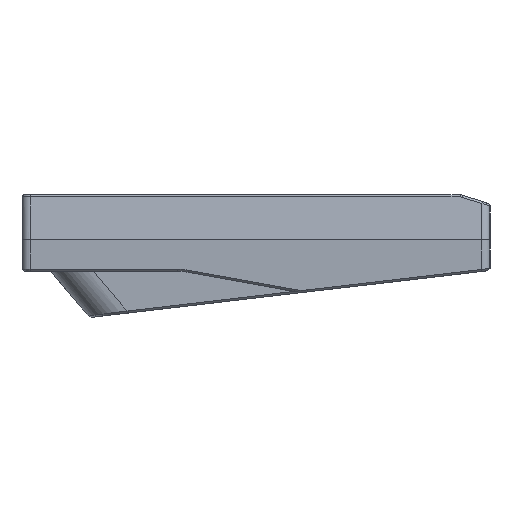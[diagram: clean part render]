
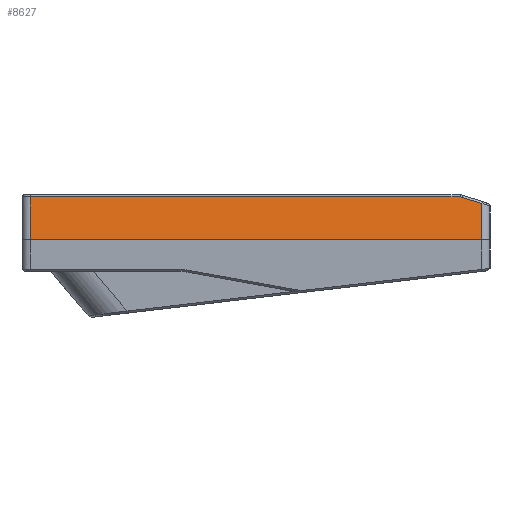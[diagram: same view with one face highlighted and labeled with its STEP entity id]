
A CAD part, left-side view. The second image highlights one B-rep face of the part: STEP entity #8627.
In plain terms, the highlighted planar face has unit normal (-0.99, 0, 0.139).
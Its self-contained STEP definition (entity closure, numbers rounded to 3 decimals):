
#210=B_SPLINE_CURVE_WITH_KNOTS('',3,(#13077,#13078,#13079,#13080),
 .UNSPECIFIED.,.F.,.F.,(4,4),(-41.37,-40.856),
 .UNSPECIFIED.);
#213=B_SPLINE_CURVE_WITH_KNOTS('',3,(#13121,#13122,#13123,#13124),
 .UNSPECIFIED.,.F.,.F.,(4,4),(-41.414,-41.37),
 .UNSPECIFIED.);
#216=B_SPLINE_CURVE_WITH_KNOTS('',3,(#13172,#13173,#13174,#13175,#13176),
 .UNSPECIFIED.,.F.,.F.,(4,1,4),(-51.902,-47.407,-41.414),
 .UNSPECIFIED.);
#405=PLANE('',#9183);
#671=FACE_OUTER_BOUND('',#1186,.T.);
#1186=EDGE_LOOP('',(#6037,#6038,#6039,#6040,#6041,#6042));
#1797=LINE('',#13301,#2554);
#1798=LINE('',#13303,#2555);
#1799=LINE('',#13304,#2556);
#2554=VECTOR('',#10209,10.);
#2555=VECTOR('',#10210,10.);
#2556=VECTOR('',#10211,10.);
#3701=VERTEX_POINT('',#13020);
#3703=VERTEX_POINT('',#13069);
#3704=VERTEX_POINT('',#13113);
#3705=VERTEX_POINT('',#13164);
#3707=VERTEX_POINT('',#13300);
#3708=VERTEX_POINT('',#13302);
#4605=EDGE_CURVE('',#3703,#3701,#210,.T.);
#4608=EDGE_CURVE('',#3704,#3703,#213,.T.);
#4611=EDGE_CURVE('',#3705,#3704,#216,.T.);
#4616=EDGE_CURVE('',#3707,#3705,#1797,.T.);
#4617=EDGE_CURVE('',#3708,#3707,#1798,.T.);
#4618=EDGE_CURVE('',#3701,#3708,#1799,.T.);
#6037=ORIENTED_EDGE('',*,*,#4605,.F.);
#6038=ORIENTED_EDGE('',*,*,#4608,.F.);
#6039=ORIENTED_EDGE('',*,*,#4611,.F.);
#6040=ORIENTED_EDGE('',*,*,#4616,.F.);
#6041=ORIENTED_EDGE('',*,*,#4617,.F.);
#6042=ORIENTED_EDGE('',*,*,#4618,.F.);
#8627=ADVANCED_FACE('',(#671),#405,.F.);
#9183=AXIS2_PLACEMENT_3D('',#13299,#10207,#10208);
#10207=DIRECTION('center_axis',(0.99,0.,-0.139));
#10208=DIRECTION('ref_axis',(-0.139,0.,-0.99));
#10209=DIRECTION('',(0.139,0.,0.99));
#10210=DIRECTION('',(0.,1.,0.));
#10211=DIRECTION('',(-0.139,0.,-0.99));
#13020=CARTESIAN_POINT('',(-4.734,-102.725,8.828));
#13069=CARTESIAN_POINT('',(-4.511,-97.841,10.415));
#13077=CARTESIAN_POINT('Ctrl Pts',(-4.511,-97.841,
10.415));
#13078=CARTESIAN_POINT('Ctrl Pts',(-4.586,-99.469,
9.886));
#13079=CARTESIAN_POINT('Ctrl Pts',(-4.66,-101.096,9.357));
#13080=CARTESIAN_POINT('Ctrl Pts',(-4.734,-102.725,8.828));
#13113=CARTESIAN_POINT('',(-4.502,-97.408,10.484));
#13121=CARTESIAN_POINT('Ctrl Pts',(-4.502,-97.408,
10.484));
#13122=CARTESIAN_POINT('Ctrl Pts',(-4.502,-97.555,
10.484));
#13123=CARTESIAN_POINT('Ctrl Pts',(-4.505,-97.701,
10.46));
#13124=CARTESIAN_POINT('Ctrl Pts',(-4.511,-97.841,
10.415));
#13164=CARTESIAN_POINT('',(-4.502,7.475,10.484));
#13172=CARTESIAN_POINT('Ctrl Pts',(-4.502,7.475,10.484));
#13173=CARTESIAN_POINT('Ctrl Pts',(-4.502,-7.523,10.484));
#13174=CARTESIAN_POINT('Ctrl Pts',(-4.502,-42.46,10.484));
#13175=CARTESIAN_POINT('Ctrl Pts',(-4.502,-77.43,10.484));
#13176=CARTESIAN_POINT('Ctrl Pts',(-4.502,-97.408,
10.484));
#13299=CARTESIAN_POINT('Origin',(-4.429,-104.725,11.));
#13300=CARTESIAN_POINT('',(-5.975,7.475,0.));
#13301=CARTESIAN_POINT('',(-2.319,7.475,26.014));
#13302=CARTESIAN_POINT('',(-5.975,-102.725,0.));
#13303=CARTESIAN_POINT('',(-5.975,-104.725,0.));
#13304=CARTESIAN_POINT('',(-5.202,-102.725,5.5));
